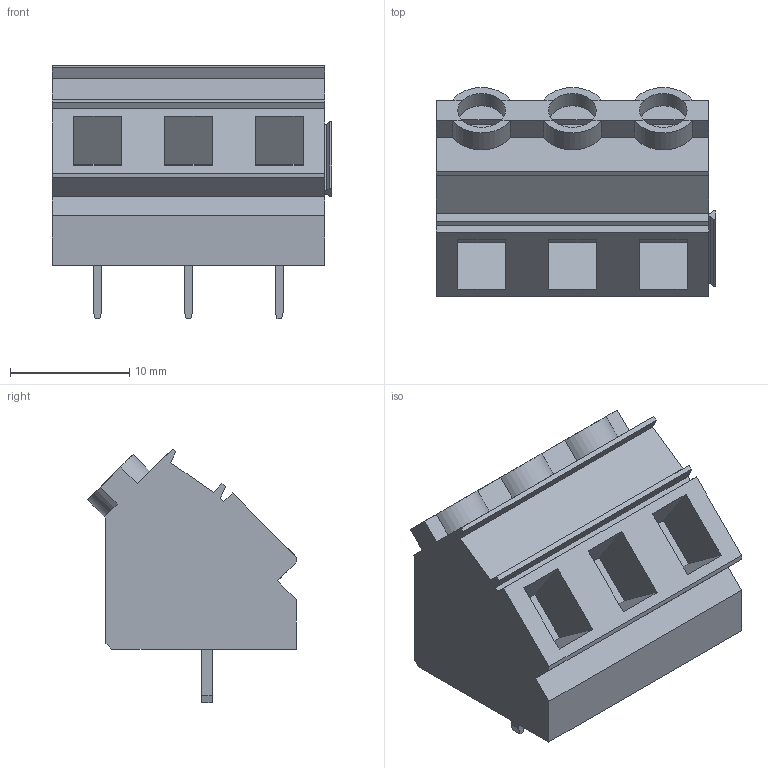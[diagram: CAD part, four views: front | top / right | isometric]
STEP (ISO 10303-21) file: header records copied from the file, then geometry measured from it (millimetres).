
FILE_DESCRIPTION(('CATIA V5 STEP Exchange','CAx-IF Rec.Pracs.--- Model Styling and Organization---1.4--- 2014-01-23'),'2;1');
FILE_NAME ('038704-1_0_1595840000_1595840000.stp','2021-07-28T12:27:00+00:00',('none'),('Weidmueller'),'CATIA Version 5-6 Release 2016 SP3 HF44','CATIA V5 STEP AP214','none');
FILE_SCHEMA(('AUTOMOTIVE_DESIGN { 1 0 10303 214 1 1 1 1 }'));
Length unit declared in the file: millimetre
Products named in the file (1): 1595840000
Bounding box: 23.46 x 17.49 x 21.3 mm (x, y, z)
Volume: 4381.7 mm3; surface area: 2582.6 mm2
Topology: 7 solids, 7 shells, 138 faces, 354 edges, 237 vertices
Faces by surface type: plane 114, cylinder 24
Entity records: 4344 total; most frequent: CARTESIAN_POINT 958, ORIENTED_EDGE 708, DIRECTION 562, EDGE_CURVE 354, VECTOR 273, LINE 273, VERTEX_POINT 237, AXIS2_PLACEMENT_3D 175
